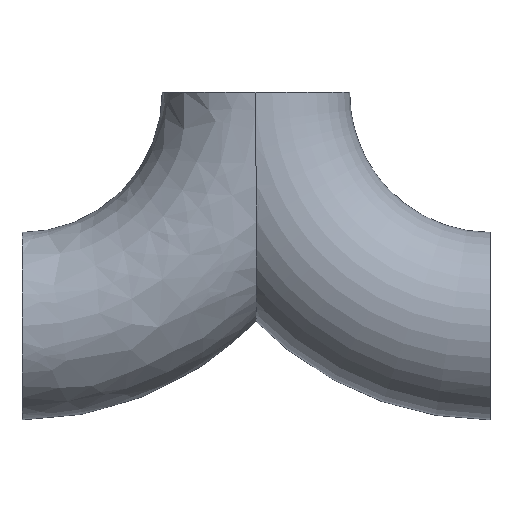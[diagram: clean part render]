
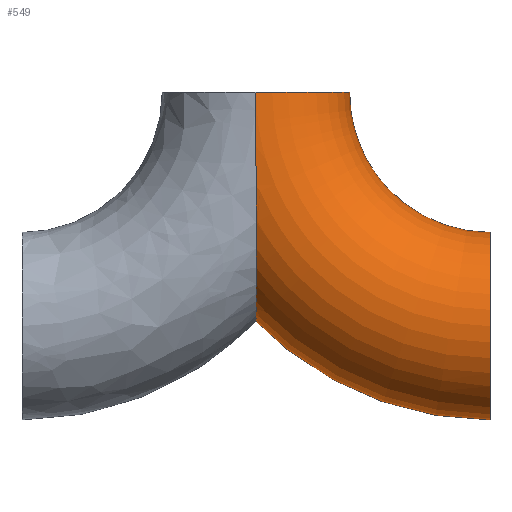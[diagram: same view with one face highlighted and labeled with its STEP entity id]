
A CAD part, front view. The second image highlights one B-rep face of the part: STEP entity #549.
In plain terms, the highlighted toroidal (fillet/blend) face has major radius 95 mm and minor radius 38.05 mm.
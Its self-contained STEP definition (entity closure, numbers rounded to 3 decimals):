
#400=CARTESIAN_POINT('',(0.,-38.05,0.));
#401=VERTEX_POINT('',#400);
#402=CARTESIAN_POINT('',(0.,38.05,0.));
#403=VERTEX_POINT('',#402);
#404=CARTESIAN_POINT('',(0.,-38.05,0.));
#405=CARTESIAN_POINT('',(0.,-38.05,-0.113));
#406=CARTESIAN_POINT('',(0.,-38.05,-0.249));
#407=CARTESIAN_POINT('',(0.,-38.05,-0.362));
#408=CARTESIAN_POINT('',(0.,-38.05,-9.228));
#409=CARTESIAN_POINT('',(0.,-38.054,-15.977));
#410=CARTESIAN_POINT('',(0.,-37.971,-21.743));
#411=CARTESIAN_POINT('',(0.,-37.927,-24.747));
#412=CARTESIAN_POINT('',(0.,-37.862,-27.484));
#413=CARTESIAN_POINT('',(0.,-37.764,-30.115));
#414=CARTESIAN_POINT('',(0.,-37.731,-30.997));
#415=CARTESIAN_POINT('',(0.,-37.694,-31.869));
#416=CARTESIAN_POINT('',(0.,-37.653,-32.743));
#417=CARTESIAN_POINT('',(0.,-37.338,-39.373));
#418=CARTESIAN_POINT('',(0.,-36.752,-45.922));
#419=CARTESIAN_POINT('',(0.,-35.61,-52.218));
#420=CARTESIAN_POINT('',(0.,-35.214,-54.404));
#421=CARTESIAN_POINT('',(0.,-34.751,-56.56));
#422=CARTESIAN_POINT('',(0.,-34.208,-58.679));
#423=CARTESIAN_POINT('',(0.,-33.849,-60.082));
#424=CARTESIAN_POINT('',(0.,-33.454,-61.474));
#425=CARTESIAN_POINT('',(0.,-33.018,-62.855));
#426=CARTESIAN_POINT('',(0.,-31.805,-66.691));
#427=CARTESIAN_POINT('',(0.,-30.277,-70.429));
#428=CARTESIAN_POINT('',(0.,-28.347,-73.938));
#429=CARTESIAN_POINT('',(0.,-26.164,-77.908));
#430=CARTESIAN_POINT('',(0.,-23.461,-81.59));
#431=CARTESIAN_POINT('',(0.,-20.174,-84.679));
#432=CARTESIAN_POINT('',(0.,-19.079,-85.708));
#433=CARTESIAN_POINT('',(0.,-17.919,-86.67));
#434=CARTESIAN_POINT('',(0.,-16.706,-87.545));
#435=CARTESIAN_POINT('',(0.,-15.057,-88.735));
#436=CARTESIAN_POINT('',(0.,-13.305,-89.766));
#437=CARTESIAN_POINT('',(0.,-11.462,-90.61));
#438=CARTESIAN_POINT('',(0.,-10.547,-91.029));
#439=CARTESIAN_POINT('',(0.,-9.609,-91.401));
#440=CARTESIAN_POINT('',(0.,-8.649,-91.724));
#441=CARTESIAN_POINT('',(0.,-7.649,-92.06));
#442=CARTESIAN_POINT('',(0.,-6.633,-92.339));
#443=CARTESIAN_POINT('',(0.,-5.608,-92.558));
#444=CARTESIAN_POINT('',(0.,-3.63,-92.98));
#445=CARTESIAN_POINT('',(0.,-1.613,-93.181));
#446=CARTESIAN_POINT('',(0.,0.417,-93.149));
#447=CARTESIAN_POINT('',(0.,1.393,-93.133));
#448=CARTESIAN_POINT('',(0.,2.371,-93.064));
#449=CARTESIAN_POINT('',(0.,3.337,-92.943));
#450=CARTESIAN_POINT('',(0.,5.085,-92.722));
#451=CARTESIAN_POINT('',(0.,6.802,-92.332));
#452=CARTESIAN_POINT('',(0.,8.475,-91.782));
#453=CARTESIAN_POINT('',(0.,9.49,-91.448));
#454=CARTESIAN_POINT('',(0.,10.49,-91.055));
#455=CARTESIAN_POINT('',(0.,11.469,-90.607));
#456=CARTESIAN_POINT('',(0.,13.745,-89.564));
#457=CARTESIAN_POINT('',(0.,15.867,-88.242));
#458=CARTESIAN_POINT('',(0.,17.827,-86.7));
#459=CARTESIAN_POINT('',(0.,18.684,-86.026));
#460=CARTESIAN_POINT('',(0.,19.511,-85.309));
#461=CARTESIAN_POINT('',(0.,20.306,-84.555));
#462=CARTESIAN_POINT('',(0.,20.729,-84.153));
#463=CARTESIAN_POINT('',(0.,21.143,-83.741));
#464=CARTESIAN_POINT('',(0.,21.548,-83.319));
#465=CARTESIAN_POINT('',(0.,21.833,-83.022));
#466=CARTESIAN_POINT('',(0.,22.113,-82.721));
#467=CARTESIAN_POINT('',(0.,22.399,-82.402));
#468=CARTESIAN_POINT('',(0.,24.838,-79.692));
#469=CARTESIAN_POINT('',(0.,27.528,-75.956));
#470=CARTESIAN_POINT('',(0.,29.955,-70.771));
#471=CARTESIAN_POINT('',(0.,30.358,-69.909));
#472=CARTESIAN_POINT('',(0.,30.754,-69.008));
#473=CARTESIAN_POINT('',(0.,31.139,-68.064));
#474=CARTESIAN_POINT('',(0.,31.377,-67.484));
#475=CARTESIAN_POINT('',(0.,31.608,-66.895));
#476=CARTESIAN_POINT('',(0.,31.829,-66.303));
#477=CARTESIAN_POINT('',(0.,34.745,-58.525));
#478=CARTESIAN_POINT('',(0.,36.247,-50.037));
#479=CARTESIAN_POINT('',(0.,37.044,-41.557));
#480=CARTESIAN_POINT('',(0.,37.182,-40.086));
#481=CARTESIAN_POINT('',(0.,37.3,-38.615));
#482=CARTESIAN_POINT('',(0.,37.4,-37.148));
#483=CARTESIAN_POINT('',(0.,37.469,-36.131));
#484=CARTESIAN_POINT('',(0.,37.53,-35.117));
#485=CARTESIAN_POINT('',(0.,37.584,-34.105));
#486=CARTESIAN_POINT('',(0.,37.63,-33.241));
#487=CARTESIAN_POINT('',(0.,37.671,-32.379));
#488=CARTESIAN_POINT('',(0.,37.709,-31.5));
#489=CARTESIAN_POINT('',(0.,37.943,-25.975));
#490=CARTESIAN_POINT('',(0.,38.022,-19.954));
#491=CARTESIAN_POINT('',(0.,38.042,-12.21));
#492=CARTESIAN_POINT('',(0.,38.051,-8.662));
#493=CARTESIAN_POINT('',(0.,38.05,-4.752));
#494=CARTESIAN_POINT('',(0.,38.05,-0.362));
#495=CARTESIAN_POINT('',(0.,38.05,-0.249));
#496=CARTESIAN_POINT('',(0.,38.05,-0.113));
#497=CARTESIAN_POINT('',(0.,38.05,0.));
#498=B_SPLINE_CURVE_WITH_KNOTS('',3,(#404,#405,#406,#407,#408,#409,#410,#411,#412,#413,#414,#415,#416,#417,#418,#419,#420,#421,#422,#423,#424,#425,#426,#427,#428,#429,#430,#431,#432,#433,#434,#435,#436,#437,#438,#439,#440,#441,#442,#443,#444,#445,#446,#447,#448,#449,#450,#451,#452,#453,#454,#455,#456,#457,#458,#459,#460,#461,#462,#463,#464,#465,#466,#467,#468,#469,#470,#471,#472,#473,#474,#475,#476,#477,#478,#479,#480,#481,#482,#483,#484,#485,#486,#487,#488,#489,#490,#491,#492,#493,#494,#495,#496,#497),.UNSPECIFIED.,.F.,.U.,(4,3,3,3,3,3,3,3,3,3,3,3,3,3,3,3,3,3,3,3,3,3,3,3,3,3,3,3,3,3,3,4),(-0.034,0.0,2.66,4.046,4.511,8.038,9.263,10.075,12.329,14.88,15.729,16.886,17.46,18.058,19.213,19.768,20.773,21.383,22.802,23.423,23.753,23.986,25.967,26.297,26.499,29.165,29.627,29.948,30.221,31.943,32.732,32.753),.UNSPECIFIED.);
#499=EDGE_CURVE('',#401,#403,#498,.T.);
#523=CARTESIAN_POINT('',(95.0,0.0,0.));
#524=DIRECTION('',(0.0,1.0,0.0));
#525=DIRECTION('',(0.0,0.0,1.0));
#526=AXIS2_PLACEMENT_3D('',#523,#524,#525);
#527=TOROIDAL_SURFACE('',#526,95.0,38.05);
#528=CARTESIAN_POINT('',(95.,0.,-56.95));
#529=VERTEX_POINT('',#528);
#530=CARTESIAN_POINT('',(95.,0.0,-95.));
#531=DIRECTION('',(1.0,0.0,0.0));
#532=DIRECTION('',(0.0,0.0,-1.0));
#533=AXIS2_PLACEMENT_3D('',#530,#531,#532);
#534=CIRCLE('',#533,38.05);
#535=EDGE_CURVE('',#529,#529,#534,.T.);
#536=ORIENTED_EDGE('',*,*,#535,.F.);
#537=EDGE_LOOP('',(#536));
#538=FACE_OUTER_BOUND('',#537,.T.);
#539=ORIENTED_EDGE('',*,*,#499,.T.);
#540=CARTESIAN_POINT('',(0.0,0.0,0.0));
#541=DIRECTION('',(0.0,0.0,-1.0));
#542=DIRECTION('',(-1.0,0.0,0.0));
#543=AXIS2_PLACEMENT_3D('',#540,#541,#542);
#544=CIRCLE('',#543,38.05);
#545=EDGE_CURVE('',#403,#401,#544,.T.);
#546=ORIENTED_EDGE('',*,*,#545,.T.);
#547=EDGE_LOOP('',(#539,#546));
#548=FACE_BOUND('',#547,.T.);
#549=ADVANCED_FACE('',(#538,#548),#527,.T.);
